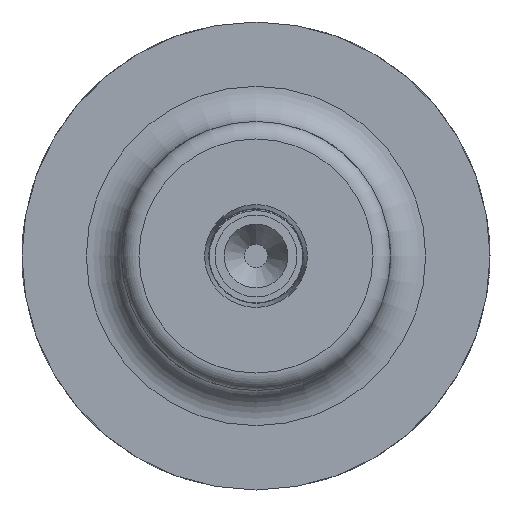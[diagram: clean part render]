
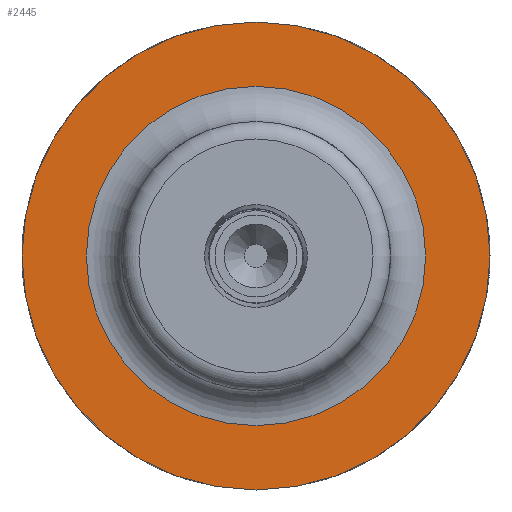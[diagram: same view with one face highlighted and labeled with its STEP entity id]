
A CAD part, left-side view. The second image highlights one B-rep face of the part: STEP entity #2445.
In plain terms, the highlighted planar face has unit normal (-1, 0, 0).
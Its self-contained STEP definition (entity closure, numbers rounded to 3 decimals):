
#2414=CARTESIAN_POINT('',(-20.,0.0,14.5));
#2415=VERTEX_POINT('',#2414);
#2416=CARTESIAN_POINT('',(-20.0,0.0,0.));
#2417=DIRECTION('',(-1.0,0.0,0.0));
#2418=DIRECTION('',(0.0,0.0,1.0));
#2419=AXIS2_PLACEMENT_3D('',#2416,#2417,#2418);
#2420=CIRCLE('',#2419,14.5);
#2421=EDGE_CURVE('',#2415,#2415,#2420,.T.);
#2426=CARTESIAN_POINT('',(-20.0,20.0,0.0));
#2427=DIRECTION('',(-1.0,0.0,0.0));
#2428=DIRECTION('',(0.0,0.0,1.0));
#2429=AXIS2_PLACEMENT_3D('',#2426,#2427,#2428);
#2430=PLANE('',#2429);
#2431=CARTESIAN_POINT('',(-20.0,20.0,0.0));
#2432=VERTEX_POINT('',#2431);
#2433=CARTESIAN_POINT('',(-20.0,0.0,0.0));
#2434=DIRECTION('',(1.0,0.0,0.0));
#2435=DIRECTION('',(0.0,0.0,-1.0));
#2436=AXIS2_PLACEMENT_3D('',#2433,#2434,#2435);
#2437=CIRCLE('',#2436,20.0);
#2438=EDGE_CURVE('',#2432,#2432,#2437,.T.);
#2439=ORIENTED_EDGE('',*,*,#2438,.F.);
#2440=EDGE_LOOP('',(#2439));
#2441=FACE_OUTER_BOUND('',#2440,.T.);
#2442=ORIENTED_EDGE('',*,*,#2421,.F.);
#2443=EDGE_LOOP('',(#2442));
#2444=FACE_BOUND('',#2443,.T.);
#2445=ADVANCED_FACE('',(#2441,#2444),#2430,.T.);
